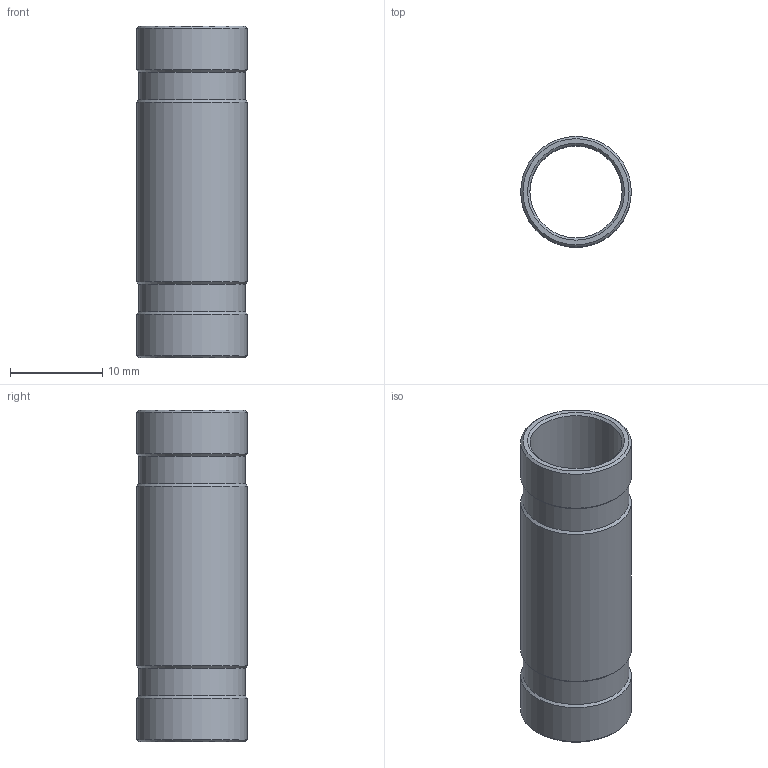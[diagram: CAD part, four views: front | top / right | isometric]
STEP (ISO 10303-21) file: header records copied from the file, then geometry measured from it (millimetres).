
FILE_DESCRIPTION(/* description */ (''),/* implementation_level */ '2;1');
FILE_NAME(/* name */ 'K8800-LB10.stp',/* time_stamp */ '2017-11-30T09:55:36+01:00',/* author */ ('jange'),/* organization */ (''),/* preprocessor_version */ 'ST-DEVELOPER v17',/* originating_system */ 'Autodesk Inventor 2018',/* authorisation */ '');
FILE_SCHEMA (('AUTOMOTIVE_DESIGN { 1 0 10303 214 3 1 1 }'));
Length unit declared in the file: millimetre
Products named in the file (1): K8800-LB
Bounding box: 12 x 12 x 36 mm (x, y, z)
Volume: 1179.7 mm3; surface area: 2542.1 mm2
Topology: 1 solids, 1 shells, 16 faces, 31 edges, 17 vertices
Faces by surface type: cone 8, cylinder 6, plane 2
Full cylindrical faces by diameter (mm): 10 x1, 11.5 x2, 12 x3
Entity records: 447 total; most frequent: DIRECTION 82, CARTESIAN_POINT 65, ORIENTED_EDGE 62, AXIS2_PLACEMENT_3D 34, EDGE_CURVE 31, EDGE_LOOP 18, CIRCLE 17, VERTEX_POINT 17
